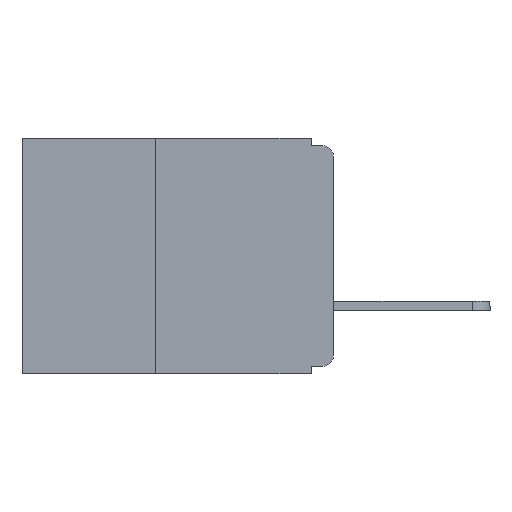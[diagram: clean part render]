
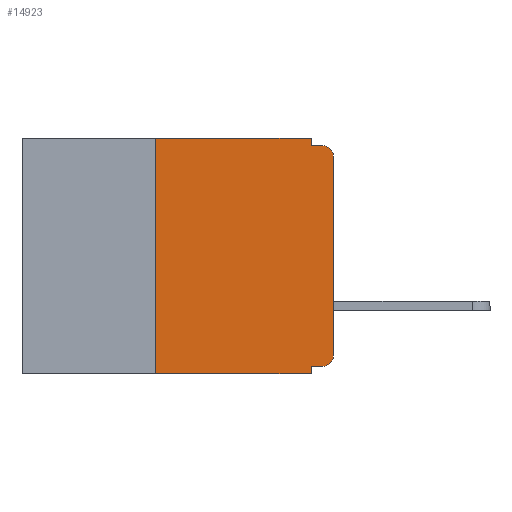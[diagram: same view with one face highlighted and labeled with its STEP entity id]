
A CAD part, left-side view. The second image highlights one B-rep face of the part: STEP entity #14923.
In plain terms, the highlighted planar face has unit normal (-1, 0, 0).
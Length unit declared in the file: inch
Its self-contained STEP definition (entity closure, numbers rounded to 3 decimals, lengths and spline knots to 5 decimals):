
#289 = ORIENTED_EDGE ( 'NONE', *, *, #22883, .T. ) ;
#587 = CARTESIAN_POINT ( 'NONE',  ( 0., 0.25, -0.33 ) ) ;
#588 = VERTEX_POINT ( 'NONE', #7212 ) ;
#641 = ORIENTED_EDGE ( 'NONE', *, *, #24418, .F. ) ;
#1073 = CARTESIAN_POINT ( 'NONE',  ( 0., 0.437, 0. ) ) ;
#1200 = DIRECTION ( 'NONE',  ( 0., 0., -1. ) ) ;
#1228 = DIRECTION ( 'NONE',  ( 0., -1., 0. ) ) ;
#1361 = DIRECTION ( 'NONE',  ( 0., 1., 0. ) ) ;
#1891 = DIRECTION ( 'NONE',  ( 1., 0., 0. ) ) ;
#2177 = VECTOR ( 'NONE', #1361, 39.37008 ) ;
#2195 = VERTEX_POINT ( 'NONE', #20034 ) ;
#2592 = CARTESIAN_POINT ( 'NONE',  ( 0., 0., 0. ) ) ;
#2597 = ORIENTED_EDGE ( 'NONE', *, *, #11985, .T. ) ;
#2837 = VECTOR ( 'NONE', #23175, 39.37008 ) ;
#3166 = VERTEX_POINT ( 'NONE', #9981 ) ;
#3186 = VECTOR ( 'NONE', #1228, 39.37008 ) ;
#3391 = CARTESIAN_POINT ( 'NONE',  ( 0., 0.031, -0.32 ) ) ;
#3759 = EDGE_LOOP ( 'NONE', ( #2597, #8385, #12307, #11410, #5705, #16710, #10210, #641, #18963, #289 ) ) ;
#4169 = AXIS2_PLACEMENT_3D ( 'NONE', #10833, #10814, #10756 ) ;
#4540 = VECTOR ( 'NONE', #13211, 39.37008 ) ;
#4803 = VECTOR ( 'NONE', #16453, 39.37008 ) ;
#5130 = CARTESIAN_POINT ( 'NONE',  ( 0., 0.25, 0. ) ) ;
#5705 = ORIENTED_EDGE ( 'NONE', *, *, #6398, .F. ) ;
#6055 = DIRECTION ( 'NONE',  ( 0., -1., 0. ) ) ;
#6398 = EDGE_CURVE ( 'NONE', #24714, #22943, #13772, .T. ) ;
#6765 = EDGE_CURVE ( 'NONE', #8713, #2195, #14946, .T. ) ;
#7212 = CARTESIAN_POINT ( 'NONE',  ( 0., 0.031, -0.01 ) ) ;
#7336 = VERTEX_POINT ( 'NONE', #19598 ) ;
#8067 = CARTESIAN_POINT ( 'NONE',  ( 0., 0., -0.01 ) ) ;
#8385 = ORIENTED_EDGE ( 'NONE', *, *, #6765, .T. ) ;
#8713 = VERTEX_POINT ( 'NONE', #13742 ) ;
#8840 = EDGE_CURVE ( 'NONE', #3166, #24714, #16407, .T. ) ;
#9543 = LINE ( 'NONE', #2592, #4803 ) ;
#9886 = CARTESIAN_POINT ( 'NONE',  ( 0., 0.437, 0. ) ) ;
#9900 = LINE ( 'NONE', #11216, #4540 ) ;
#9981 = CARTESIAN_POINT ( 'NONE',  ( 0., 0.25, -0.33 ) ) ;
#10210 = ORIENTED_EDGE ( 'NONE', *, *, #22182, .T. ) ;
#10659 = FACE_OUTER_BOUND ( 'NONE', #3759, .T. ) ;
#10756 = DIRECTION ( 'NONE',  ( 0., 0., -1. ) ) ;
#10814 = DIRECTION ( 'NONE',  ( -1., 0., 0. ) ) ;
#10833 = CARTESIAN_POINT ( 'NONE',  ( 0., 0.015, -0.025 ) ) ;
#11166 = VECTOR ( 'NONE', #18396, 39.37008 ) ;
#11212 = CIRCLE ( 'NONE', #18726, 0.015 ) ;
#11216 = CARTESIAN_POINT ( 'NONE',  ( 0., 0.031, 0. ) ) ;
#11410 = ORIENTED_EDGE ( 'NONE', *, *, #24747, .F. ) ;
#11985 = EDGE_CURVE ( 'NONE', #18851, #8713, #9543, .T. ) ;
#12307 = ORIENTED_EDGE ( 'NONE', *, *, #24396, .F. ) ;
#13136 = DIRECTION ( 'NONE',  ( -1., 0., 0. ) ) ;
#13211 = DIRECTION ( 'NONE',  ( 0., 0., -1. ) ) ;
#13742 = CARTESIAN_POINT ( 'NONE',  ( 0., 0., -0.025 ) ) ;
#13772 = LINE ( 'NONE', #1073, #3186 ) ;
#13970 = AXIS2_PLACEMENT_3D ( 'NONE', #9886, #1891, #15773 ) ;
#14082 = DIRECTION ( 'NONE',  ( 0., 0., -1. ) ) ;
#14923 = ADVANCED_FACE ( 'NONE', ( #10659 ), #23498, .F. ) ;
#14946 = CIRCLE ( 'NONE', #4169, 0.015 ) ;
#15773 = DIRECTION ( 'NONE',  ( 0., 0., -1. ) ) ;
#16407 = LINE ( 'NONE', #587, #11166 ) ;
#16453 = DIRECTION ( 'NONE',  ( 0., 0., 1. ) ) ;
#16710 = ORIENTED_EDGE ( 'NONE', *, *, #8840, .F. ) ;
#17136 = CARTESIAN_POINT ( 'NONE',  ( 0., 0., -0.32 ) ) ;
#17443 = CARTESIAN_POINT ( 'NONE',  ( 0., 0.015, -0.32 ) ) ;
#17771 = VERTEX_POINT ( 'NONE', #3391 ) ;
#17886 = VECTOR ( 'NONE', #14082, 39.37008 ) ;
#18000 = LINE ( 'NONE', #17136, #2177 ) ;
#18396 = DIRECTION ( 'NONE',  ( 0., 0., 1. ) ) ;
#18592 = CARTESIAN_POINT ( 'NONE',  ( 0., 0., -0.305 ) ) ;
#18726 = AXIS2_PLACEMENT_3D ( 'NONE', #24724, #13136, #1200 ) ;
#18851 = VERTEX_POINT ( 'NONE', #18592 ) ;
#18963 = ORIENTED_EDGE ( 'NONE', *, *, #25297, .F. ) ;
#19116 = VECTOR ( 'NONE', #6055, 39.37008 ) ;
#19142 = CARTESIAN_POINT ( 'NONE',  ( 0., 0.031, 0. ) ) ;
#19266 = LINE ( 'NONE', #23086, #2837 ) ;
#19598 = CARTESIAN_POINT ( 'NONE',  ( 0., 0.031, -0.33 ) ) ;
#19732 = LINE ( 'NONE', #8067, #19116 ) ;
#19918 = CARTESIAN_POINT ( 'NONE',  ( 0., 0.031, -0.33 ) ) ;
#20034 = CARTESIAN_POINT ( 'NONE',  ( 0., 0.015, -0.01 ) ) ;
#22182 = EDGE_CURVE ( 'NONE', #3166, #7336, #19266, .T. ) ;
#22883 = EDGE_CURVE ( 'NONE', #24226, #18851, #11212, .T. ) ;
#22943 = VERTEX_POINT ( 'NONE', #19142 ) ;
#23021 = LINE ( 'NONE', #19918, #17886 ) ;
#23086 = CARTESIAN_POINT ( 'NONE',  ( 0., 0.437, -0.33 ) ) ;
#23175 = DIRECTION ( 'NONE',  ( 0., -1., 0. ) ) ;
#23498 = PLANE ( 'NONE',  #13970 ) ;
#24226 = VERTEX_POINT ( 'NONE', #17443 ) ;
#24396 = EDGE_CURVE ( 'NONE', #588, #2195, #19732, .T. ) ;
#24418 = EDGE_CURVE ( 'NONE', #17771, #7336, #23021, .T. ) ;
#24714 = VERTEX_POINT ( 'NONE', #5130 ) ;
#24724 = CARTESIAN_POINT ( 'NONE',  ( 0., 0.015, -0.305 ) ) ;
#24747 = EDGE_CURVE ( 'NONE', #22943, #588, #9900, .T. ) ;
#25297 = EDGE_CURVE ( 'NONE', #24226, #17771, #18000, .T. ) ;
